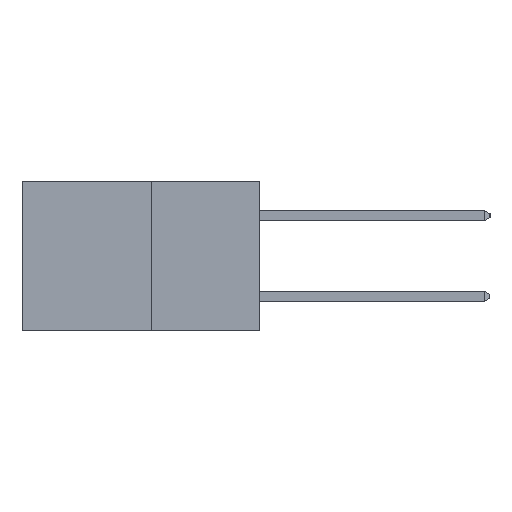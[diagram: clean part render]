
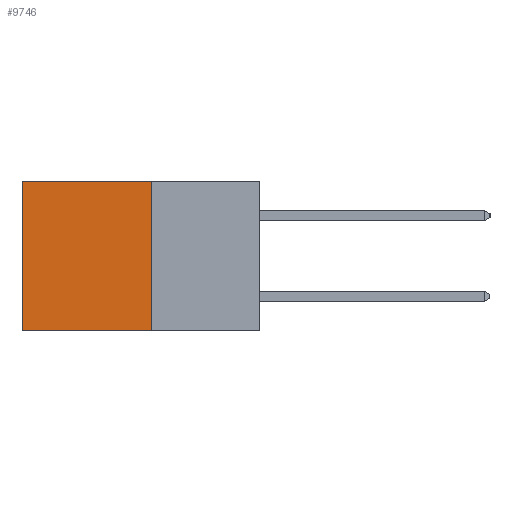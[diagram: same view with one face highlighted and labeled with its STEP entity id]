
A CAD part, left-side view. The second image highlights one B-rep face of the part: STEP entity #9746.
In plain terms, the highlighted planar face has unit normal (-1, 0, 0).
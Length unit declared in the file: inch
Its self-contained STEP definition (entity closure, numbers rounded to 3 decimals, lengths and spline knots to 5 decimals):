
#282 = AXIS2_PLACEMENT_3D ( 'NONE', #4734, #12641, #6726 ) ;
#1216 = DIRECTION ( 'NONE',  ( 0., 1., 0. ) ) ;
#2283 = EDGE_CURVE ( 'NONE', #8573, #4235, #6751, .T. ) ;
#2843 = EDGE_CURVE ( 'NONE', #3875, #8573, #12888, .T. ) ;
#3300 = ORIENTED_EDGE ( 'NONE', *, *, #2283, .F. ) ;
#3875 = VERTEX_POINT ( 'NONE', #12235 ) ;
#4235 = VERTEX_POINT ( 'NONE', #5818 ) ;
#4734 = CARTESIAN_POINT ( 'NONE',  ( 0.277, 0.27, -0.37 ) ) ;
#4773 = DIRECTION ( 'NONE',  ( 0., 0., -1. ) ) ;
#5717 = VECTOR ( 'NONE', #4773, 39.37008 ) ;
#5818 = CARTESIAN_POINT ( 'NONE',  ( 0.277, 0.59, -0.37 ) ) ;
#6726 = DIRECTION ( 'NONE',  ( 0., 0., -1. ) ) ;
#6751 = LINE ( 'NONE', #9340, #11700 ) ;
#8236 = VECTOR ( 'NONE', #1216, 39.37008 ) ;
#8366 = DIRECTION ( 'NONE',  ( 0., 0., -1. ) ) ;
#8421 = CARTESIAN_POINT ( 'NONE',  ( 0.277, 0.27, -0.37 ) ) ;
#8573 = VERTEX_POINT ( 'NONE', #10810 ) ;
#9155 = VERTEX_POINT ( 'NONE', #9900 ) ;
#9340 = CARTESIAN_POINT ( 'NONE',  ( 0.277, 0.27, -0.37 ) ) ;
#9636 = FACE_OUTER_BOUND ( 'NONE', #11178, .T. ) ;
#9746 = ADVANCED_FACE ( 'NONE', ( #9636 ), #11650, .F. ) ;
#9845 = ORIENTED_EDGE ( 'NONE', *, *, #10262, .T. ) ;
#9900 = CARTESIAN_POINT ( 'NONE',  ( 0.277, 0.59, 0. ) ) ;
#10262 = EDGE_CURVE ( 'NONE', #3875, #9155, #10850, .T. ) ;
#10292 = VECTOR ( 'NONE', #8366, 39.37008 ) ;
#10356 = CARTESIAN_POINT ( 'NONE',  ( 0.277, 0.27, 0. ) ) ;
#10810 = CARTESIAN_POINT ( 'NONE',  ( 0.277, 0.27, -0.37 ) ) ;
#10850 = LINE ( 'NONE', #10356, #8236 ) ;
#10909 = ORIENTED_EDGE ( 'NONE', *, *, #11795, .T. ) ;
#11178 = EDGE_LOOP ( 'NONE', ( #10909, #3300, #11536, #9845 ) ) ;
#11276 = LINE ( 'NONE', #11694, #5717 ) ;
#11536 = ORIENTED_EDGE ( 'NONE', *, *, #2843, .F. ) ;
#11650 = PLANE ( 'NONE',  #282 ) ;
#11694 = CARTESIAN_POINT ( 'NONE',  ( 0.277, 0.59, -0.37 ) ) ;
#11700 = VECTOR ( 'NONE', #12670, 39.37008 ) ;
#11795 = EDGE_CURVE ( 'NONE', #9155, #4235, #11276, .T. ) ;
#12235 = CARTESIAN_POINT ( 'NONE',  ( 0.277, 0.27, 0. ) ) ;
#12641 = DIRECTION ( 'NONE',  ( 1., 0., 0. ) ) ;
#12670 = DIRECTION ( 'NONE',  ( 0., 1., 0. ) ) ;
#12888 = LINE ( 'NONE', #8421, #10292 ) ;
